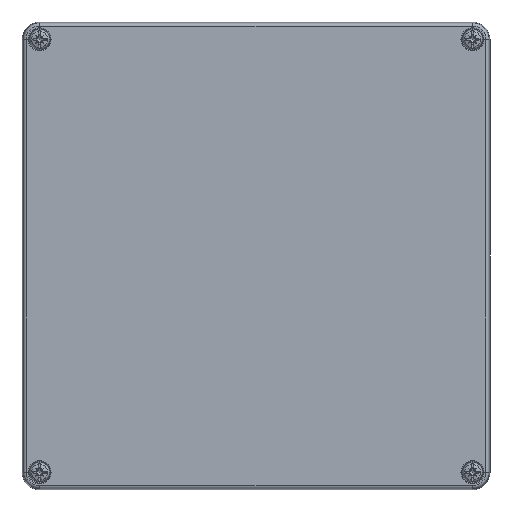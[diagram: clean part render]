
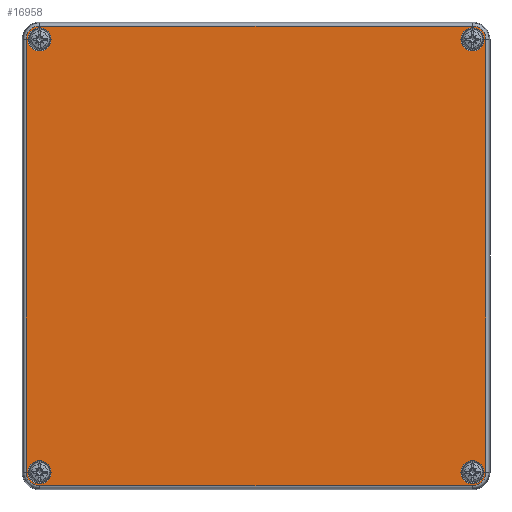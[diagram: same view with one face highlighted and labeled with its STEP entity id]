
A CAD part, top view. The second image highlights one B-rep face of the part: STEP entity #16958.
In plain terms, the highlighted face is planar.
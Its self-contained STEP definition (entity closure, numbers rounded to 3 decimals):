
#954=FACE_BOUND('',#3222,.T.);
#955=FACE_BOUND('',#3223,.T.);
#956=FACE_BOUND('',#3224,.T.);
#957=FACE_BOUND('',#3225,.T.);
#1120=PLANE('',#19308);
#1987=FACE_OUTER_BOUND('',#3221,.T.);
#3221=EDGE_LOOP('',(#14308,#14309,#14310,#14311,#14312,#14313,#14314,#14315));
#3222=EDGE_LOOP('',(#14316));
#3223=EDGE_LOOP('',(#14317));
#3224=EDGE_LOOP('',(#14318));
#3225=EDGE_LOOP('',(#14319));
#4149=LINE('',#31253,#5002);
#4150=LINE('',#31257,#5003);
#4151=LINE('',#31261,#5004);
#4152=LINE('',#31264,#5005);
#5002=VECTOR('',#24476,10.);
#5003=VECTOR('',#24479,10.);
#5004=VECTOR('',#24482,10.);
#5005=VECTOR('',#24485,10.);
#6426=CIRCLE('',#19306,3.947);
#6428=CIRCLE('',#19309,4.581);
#6429=CIRCLE('',#19310,4.581);
#6430=CIRCLE('',#19311,4.581);
#6431=CIRCLE('',#19312,4.581);
#6432=CIRCLE('',#19313,3.947);
#6433=CIRCLE('',#19314,3.947);
#6434=CIRCLE('',#19315,3.947);
#7917=VERTEX_POINT('',#31245);
#7918=VERTEX_POINT('',#31249);
#7919=VERTEX_POINT('',#31250);
#7920=VERTEX_POINT('',#31252);
#7921=VERTEX_POINT('',#31254);
#7922=VERTEX_POINT('',#31256);
#7923=VERTEX_POINT('',#31258);
#7924=VERTEX_POINT('',#31260);
#7925=VERTEX_POINT('',#31262);
#7926=VERTEX_POINT('',#31265);
#7927=VERTEX_POINT('',#31267);
#7928=VERTEX_POINT('',#31269);
#10111=EDGE_CURVE('',#7917,#7917,#6426,.T.);
#10113=EDGE_CURVE('',#7918,#7919,#6428,.T.);
#10114=EDGE_CURVE('',#7920,#7918,#4149,.T.);
#10115=EDGE_CURVE('',#7921,#7920,#6429,.T.);
#10116=EDGE_CURVE('',#7922,#7921,#4150,.T.);
#10117=EDGE_CURVE('',#7923,#7922,#6430,.T.);
#10118=EDGE_CURVE('',#7924,#7923,#4151,.T.);
#10119=EDGE_CURVE('',#7925,#7924,#6431,.T.);
#10120=EDGE_CURVE('',#7919,#7925,#4152,.T.);
#10121=EDGE_CURVE('',#7926,#7926,#6432,.T.);
#10122=EDGE_CURVE('',#7927,#7927,#6433,.T.);
#10123=EDGE_CURVE('',#7928,#7928,#6434,.T.);
#14308=ORIENTED_EDGE('',*,*,#10113,.F.);
#14309=ORIENTED_EDGE('',*,*,#10114,.F.);
#14310=ORIENTED_EDGE('',*,*,#10115,.F.);
#14311=ORIENTED_EDGE('',*,*,#10116,.F.);
#14312=ORIENTED_EDGE('',*,*,#10117,.F.);
#14313=ORIENTED_EDGE('',*,*,#10118,.F.);
#14314=ORIENTED_EDGE('',*,*,#10119,.F.);
#14315=ORIENTED_EDGE('',*,*,#10120,.F.);
#14316=ORIENTED_EDGE('',*,*,#10121,.F.);
#14317=ORIENTED_EDGE('',*,*,#10122,.F.);
#14318=ORIENTED_EDGE('',*,*,#10123,.F.);
#14319=ORIENTED_EDGE('',*,*,#10111,.F.);
#16958=ADVANCED_FACE('',(#1987,#954,#955,#956,#957),#1120,.F.);
#19306=AXIS2_PLACEMENT_3D('',#31246,#24468,#24469);
#19308=AXIS2_PLACEMENT_3D('',#31248,#24472,#24473);
#19309=AXIS2_PLACEMENT_3D('',#31251,#24474,#24475);
#19310=AXIS2_PLACEMENT_3D('',#31255,#24477,#24478);
#19311=AXIS2_PLACEMENT_3D('',#31259,#24480,#24481);
#19312=AXIS2_PLACEMENT_3D('',#31263,#24483,#24484);
#19313=AXIS2_PLACEMENT_3D('',#31266,#24486,#24487);
#19314=AXIS2_PLACEMENT_3D('',#31268,#24488,#24489);
#19315=AXIS2_PLACEMENT_3D('',#31270,#24490,#24491);
#24468=DIRECTION('center_axis',(0.,0.,-1.));
#24469=DIRECTION('ref_axis',(1.,0.,0.));
#24472=DIRECTION('center_axis',(0.,0.,1.));
#24473=DIRECTION('ref_axis',(1.,0.,0.));
#24474=DIRECTION('center_axis',(0.,0.,1.));
#24475=DIRECTION('ref_axis',(0.707,-0.707,0.));
#24476=DIRECTION('',(1.,0.,0.));
#24477=DIRECTION('center_axis',(0.,0.,1.));
#24478=DIRECTION('ref_axis',(-0.707,-0.707,0.));
#24479=DIRECTION('',(0.,-1.,0.));
#24480=DIRECTION('center_axis',(0.,0.,1.));
#24481=DIRECTION('ref_axis',(-0.707,0.707,0.));
#24482=DIRECTION('',(-1.,0.,0.));
#24483=DIRECTION('center_axis',(0.,0.,1.));
#24484=DIRECTION('ref_axis',(0.707,0.707,0.));
#24485=DIRECTION('',(0.,1.,0.));
#24486=DIRECTION('center_axis',(0.,0.,-1.));
#24487=DIRECTION('ref_axis',(1.,0.,0.));
#24488=DIRECTION('center_axis',(0.,0.,-1.));
#24489=DIRECTION('ref_axis',(1.,0.,0.));
#24490=DIRECTION('center_axis',(0.,0.,-1.));
#24491=DIRECTION('ref_axis',(1.,0.,0.));
#31245=CARTESIAN_POINT('',(-77.947,74.,-25.));
#31246=CARTESIAN_POINT('Origin',(-74.,74.,-25.));
#31248=CARTESIAN_POINT('Origin',(0.,0.,
-25.));
#31249=CARTESIAN_POINT('',(74.,-78.581,-25.));
#31250=CARTESIAN_POINT('',(78.581,-74.,-25.));
#31251=CARTESIAN_POINT('Origin',(74.,-74.,-25.));
#31252=CARTESIAN_POINT('',(-74.,-78.581,-25.));
#31253=CARTESIAN_POINT('',(-37.,-78.581,-25.));
#31254=CARTESIAN_POINT('',(-78.581,-74.,-25.));
#31255=CARTESIAN_POINT('Origin',(-74.,-74.,-25.));
#31256=CARTESIAN_POINT('',(-78.581,74.,-25.));
#31257=CARTESIAN_POINT('',(-78.581,37.,-25.));
#31258=CARTESIAN_POINT('',(-74.,78.581,-25.));
#31259=CARTESIAN_POINT('Origin',(-74.,74.,-25.));
#31260=CARTESIAN_POINT('',(74.,78.581,-25.));
#31261=CARTESIAN_POINT('',(37.,78.581,-25.));
#31262=CARTESIAN_POINT('',(78.581,74.,-25.));
#31263=CARTESIAN_POINT('Origin',(74.,74.,-25.));
#31264=CARTESIAN_POINT('',(78.581,-37.,-25.));
#31265=CARTESIAN_POINT('',(70.053,74.,-25.));
#31266=CARTESIAN_POINT('Origin',(74.,74.,-25.));
#31267=CARTESIAN_POINT('',(-77.947,-74.,-25.));
#31268=CARTESIAN_POINT('Origin',(-74.,-74.,-25.));
#31269=CARTESIAN_POINT('',(70.053,-74.,-25.));
#31270=CARTESIAN_POINT('Origin',(74.,-74.,-25.));
